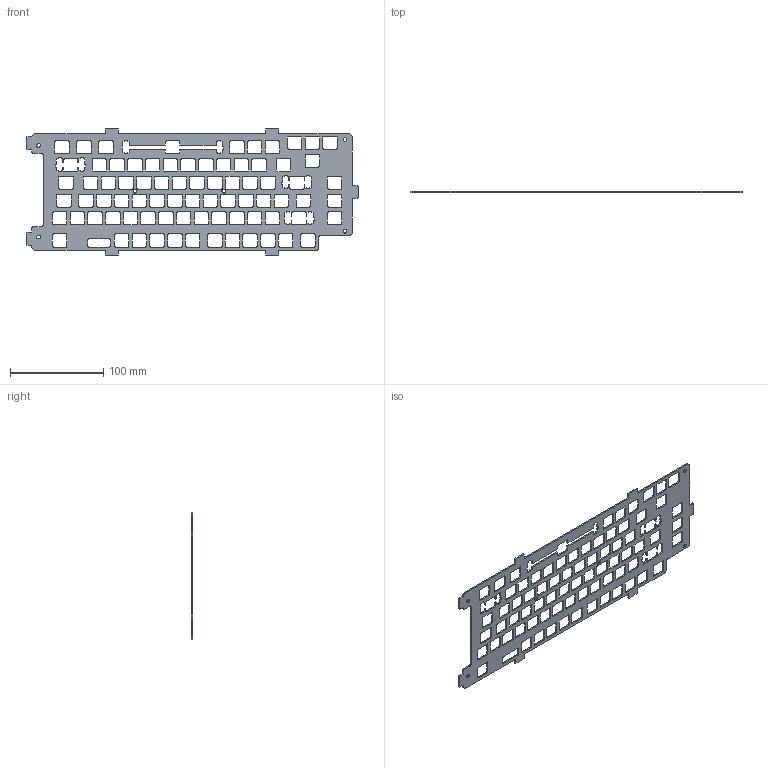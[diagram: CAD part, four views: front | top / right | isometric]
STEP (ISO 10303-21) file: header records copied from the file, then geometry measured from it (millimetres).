
FILE_DESCRIPTION(/* description */ (''),/* implementation_level */ '2;1');
FILE_NAME(/* name */ 'keyplate.step',/* time_stamp */ '2024-07-05T17:55:50+02:00',/* author */ (''),/* organization */ (''),/* preprocessor_version */ 'ST-DEVELOPER v20',/* originating_system */ 'Autodesk Translation Framework v13.14.0.145',/* authorisation */ '');
FILE_SCHEMA (('AUTOMOTIVE_DESIGN { 1 0 10303 214 3 1 1 }'));
Length unit declared in the file: millimetre
Products named in the file (1): esp32_Keyboard_Case_Bottom
Bounding box: 356.49 x 1.5 x 137.42 mm (x, y, z)
Volume: 35555.1 mm3; surface area: 56834 mm2
Topology: 1 solids, 1 shells, 1185 faces, 3549 edges, 2366 vertices
Faces by surface type: plane 1151, cylinder 34
Full cylindrical faces by diameter (mm): 4 x6
Entity records: 39518 total; most frequent: CARTESIAN_POINT 7101, ORIENTED_EDGE 7098, DIRECTION 5989, EDGE_CURVE 3549, LINE 3481, VECTOR 3481, VERTEX_POINT 2366, EDGE_LOOP 1357
